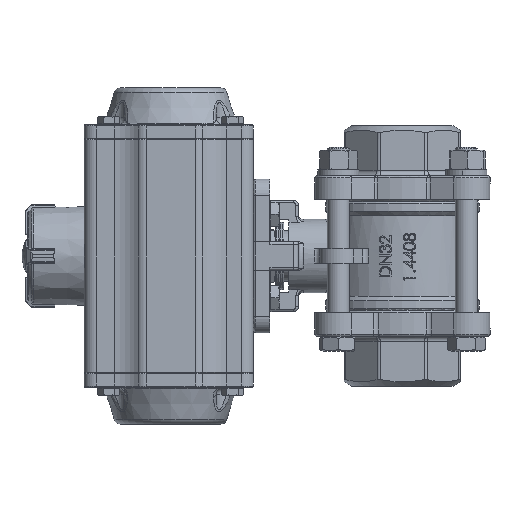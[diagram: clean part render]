
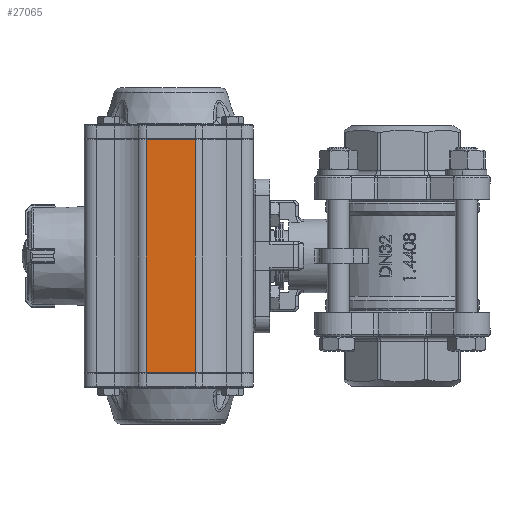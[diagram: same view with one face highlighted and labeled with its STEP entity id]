
A CAD part, left-side view. The second image highlights one B-rep face of the part: STEP entity #27065.
In plain terms, the highlighted face is planar.
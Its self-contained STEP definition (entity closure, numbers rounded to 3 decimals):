
#402=PLANE('',#29204);
#2199=LINE('',#40591,#3996);
#2200=LINE('',#40595,#3997);
#2201=LINE('',#40597,#3998);
#2202=LINE('',#40599,#3999);
#3996=VECTOR('',#32478,1000.);
#3997=VECTOR('',#32483,1000.);
#3998=VECTOR('',#32484,1000.);
#3999=VECTOR('',#32485,1000.);
#6867=ORIENTED_EDGE('',*,*,#15008,.F.);
#6868=ORIENTED_EDGE('',*,*,#15010,.T.);
#6869=ORIENTED_EDGE('',*,*,#15011,.T.);
#6870=ORIENTED_EDGE('',*,*,#15012,.T.);
#15008=EDGE_CURVE('',#19107,#19108,#2199,.T.);
#15010=EDGE_CURVE('',#19107,#19109,#2200,.T.);
#15011=EDGE_CURVE('',#19109,#19110,#2201,.T.);
#15012=EDGE_CURVE('',#19110,#19108,#2202,.T.);
#19107=VERTEX_POINT('',#40590);
#19108=VERTEX_POINT('',#40592);
#19109=VERTEX_POINT('',#40596);
#19110=VERTEX_POINT('',#40598);
#22919=EDGE_LOOP('',(#6867,#6868,#6869,#6870));
#24921=FACE_BOUND('',#22919,.T.);
#27065=ADVANCED_FACE('',(#24921),#402,.F.);
#29204=AXIS2_PLACEMENT_3D('',#40594,#32481,#32482);
#32478=DIRECTION('',(0.,0.,-1.));
#32481=DIRECTION('',(-1.,0.,0.));
#32482=DIRECTION('',(0.,0.,1.));
#32483=DIRECTION('',(0.,-1.,0.));
#32484=DIRECTION('',(0.,0.,-1.));
#32485=DIRECTION('',(0.,1.,0.));
#40590=CARTESIAN_POINT('',(29.5,10.363,49.2));
#40591=CARTESIAN_POINT('',(29.5,10.363,49.5));
#40592=CARTESIAN_POINT('',(29.5,10.363,-49.2));
#40594=CARTESIAN_POINT('',(29.5,-10.363,49.5));
#40595=CARTESIAN_POINT('',(29.5,-10.363,49.2));
#40596=CARTESIAN_POINT('',(29.5,-10.363,49.2));
#40597=CARTESIAN_POINT('',(29.5,-10.363,49.5));
#40598=CARTESIAN_POINT('',(29.5,-10.363,-49.2));
#40599=CARTESIAN_POINT('',(29.5,-10.363,-49.2));
